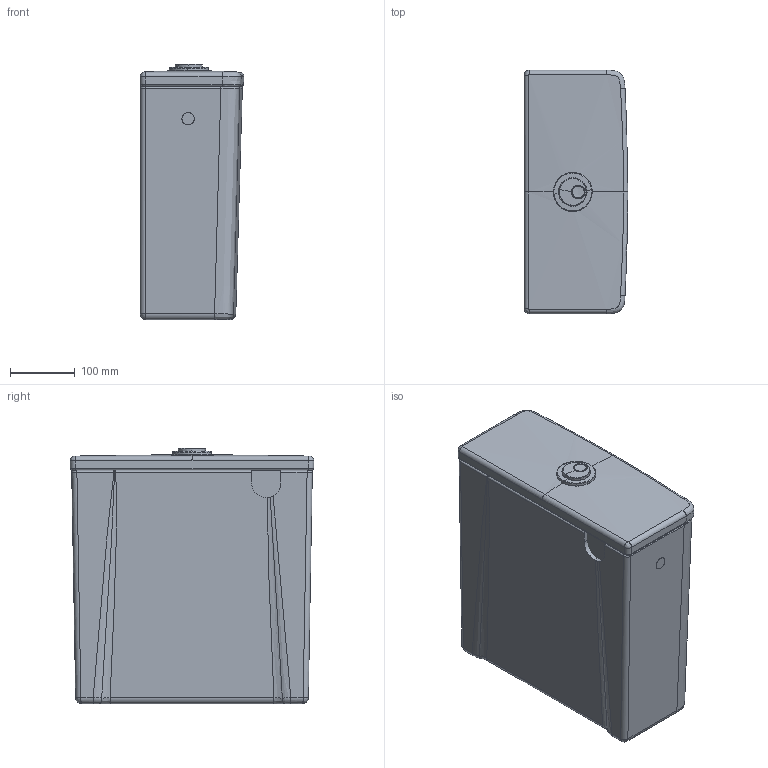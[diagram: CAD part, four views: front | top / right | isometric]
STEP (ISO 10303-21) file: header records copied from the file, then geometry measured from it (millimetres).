
FILE_DESCRIPTION(/* description */ ('AP214 STEP file'),/* implementation_level */ '2;1');
FILE_NAME(/* name */ '102502SH00_out.stp',/* time_stamp */ '2025-02-20T13:17:58+01:00',/* author */ (''),/* organization */ (''),/* preprocessor_version */ 'ST-DEVELOPER v18.1',/* originating_system */ 'Elysium Co. Ltd. STEP Translator v8.3.0.0',/* authorisation */ '');
FILE_SCHEMA (('AUTOMOTIVE_DESIGN { 1 0 10303 214 3 1 1 }'));
Length unit declared in the file: millimetre
Products named in the file (1): 102502SH00_extract
Bounding box: 160.09 x 375.86 x 394.02 mm (x, y, z)
Surface area: 519233.1 mm2 (no closed solid volume)
Topology: 0 solids, 13 shells, 112 faces, 310 edges, 206 vertices
Faces by surface type: bspline 31, cylinder 23, torus 22, plane 19, cone 10, extrusion 4, sphere 3
Entity records: 7863 total; most frequent: CARTESIAN_POINT 5373, ORIENTED_EDGE 536, EDGE_CURVE 308, DIRECTION 240, STYLED_ITEM 210, VERTEX_POINT 206, AXIS2_PLACEMENT_3D 142, EDGE_LOOP 120
